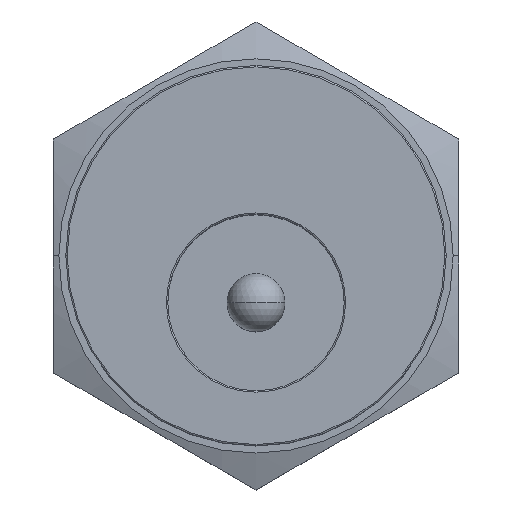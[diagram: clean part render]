
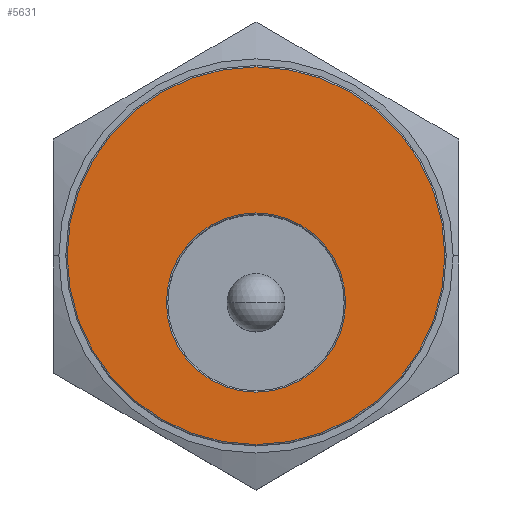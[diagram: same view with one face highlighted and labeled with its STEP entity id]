
A CAD part, top view. The second image highlights one B-rep face of the part: STEP entity #5631.
In plain terms, the highlighted planar face has unit normal (0, 0, 1).
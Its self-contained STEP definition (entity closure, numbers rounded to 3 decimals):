
#64 = CARTESIAN_POINT ( 'NONE',  ( 6.85, 0., 2.1 ) ) ;
#371 = CIRCLE ( 'NONE', #4718, 6.85 ) ;
#536 = EDGE_CURVE ( 'NONE', #2850, #6693, #5441, .T. ) ;
#677 = EDGE_LOOP ( 'NONE', ( #1092, #5254 ) ) ;
#678 = EDGE_CURVE ( 'NONE', #4056, #2516, #5093, .T. ) ;
#831 = FACE_OUTER_BOUND ( 'NONE', #7151, .T. ) ;
#1092 = ORIENTED_EDGE ( 'NONE', *, *, #2176, .T. ) ;
#1208 = AXIS2_PLACEMENT_3D ( 'NONE', #2780, #6672, #6708 ) ;
#1369 = CARTESIAN_POINT ( 'NONE',  ( 0., -1.7, 2.1 ) ) ;
#1634 = CARTESIAN_POINT ( 'NONE',  ( 3.25, -1.7, 2.1 ) ) ;
#1680 = AXIS2_PLACEMENT_3D ( 'NONE', #3626, #2476, #3040 ) ;
#1857 = DIRECTION ( 'NONE',  ( 1., 0., 0. ) ) ;
#2176 = EDGE_CURVE ( 'NONE', #2516, #4056, #2639, .T. ) ;
#2278 = CARTESIAN_POINT ( 'NONE',  ( -3.25, -1.7, 2.1 ) ) ;
#2427 = DIRECTION ( 'NONE',  ( 0., 0., 1. ) ) ;
#2476 = DIRECTION ( 'NONE',  ( 0., 0., 1. ) ) ;
#2516 = VERTEX_POINT ( 'NONE', #1634 ) ;
#2639 = CIRCLE ( 'NONE', #1208, 3.25 ) ;
#2780 = CARTESIAN_POINT ( 'NONE',  ( 0., -1.7, 2.1 ) ) ;
#2850 = VERTEX_POINT ( 'NONE', #64 ) ;
#3040 = DIRECTION ( 'NONE',  ( 1., 0., 0. ) ) ;
#3488 = DIRECTION ( 'NONE',  ( 1., 0., 0. ) ) ;
#3536 = FACE_BOUND ( 'NONE', #677, .T. ) ;
#3626 = CARTESIAN_POINT ( 'NONE',  ( 0., 0., 2.1 ) ) ;
#4056 = VERTEX_POINT ( 'NONE', #2278 ) ;
#4088 = ORIENTED_EDGE ( 'NONE', *, *, #4906, .T. ) ;
#4477 = CARTESIAN_POINT ( 'NONE',  ( -6.85, 0., 2.1 ) ) ;
#4718 = AXIS2_PLACEMENT_3D ( 'NONE', #5730, #2427, #6298 ) ;
#4901 = AXIS2_PLACEMENT_3D ( 'NONE', #1369, #6414, #1857 ) ;
#4906 = EDGE_CURVE ( 'NONE', #6693, #2850, #371, .T. ) ;
#5093 = CIRCLE ( 'NONE', #4901, 3.25 ) ;
#5254 = ORIENTED_EDGE ( 'NONE', *, *, #678, .T. ) ;
#5441 = CIRCLE ( 'NONE', #6798, 6.85 ) ;
#5631 = ADVANCED_FACE ( 'NONE', ( #3536, #831 ), #5808, .T. ) ;
#5703 = CARTESIAN_POINT ( 'NONE',  ( 0., 0., 2.1 ) ) ;
#5722 = DIRECTION ( 'NONE',  ( 0., 0., 1. ) ) ;
#5730 = CARTESIAN_POINT ( 'NONE',  ( 0., 0., 2.1 ) ) ;
#5808 = PLANE ( 'NONE',  #1680 ) ;
#6017 = ORIENTED_EDGE ( 'NONE', *, *, #536, .T. ) ;
#6298 = DIRECTION ( 'NONE',  ( 1., 0., 0. ) ) ;
#6414 = DIRECTION ( 'NONE',  ( 0., 0., -1. ) ) ;
#6672 = DIRECTION ( 'NONE',  ( 0., 0., -1. ) ) ;
#6693 = VERTEX_POINT ( 'NONE', #4477 ) ;
#6708 = DIRECTION ( 'NONE',  ( 1., 0., 0. ) ) ;
#6798 = AXIS2_PLACEMENT_3D ( 'NONE', #5703, #5722, #3488 ) ;
#7151 = EDGE_LOOP ( 'NONE', ( #6017, #4088 ) ) ;
